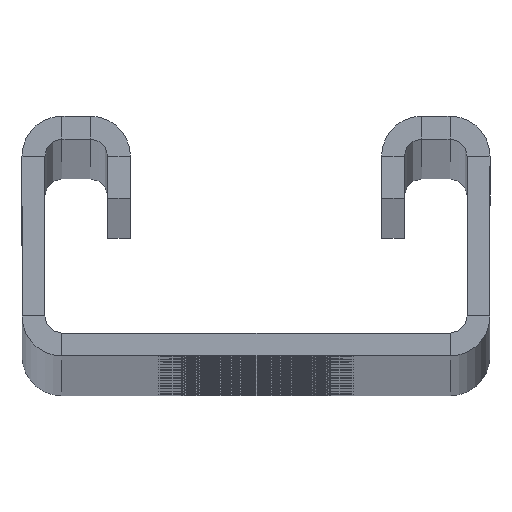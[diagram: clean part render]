
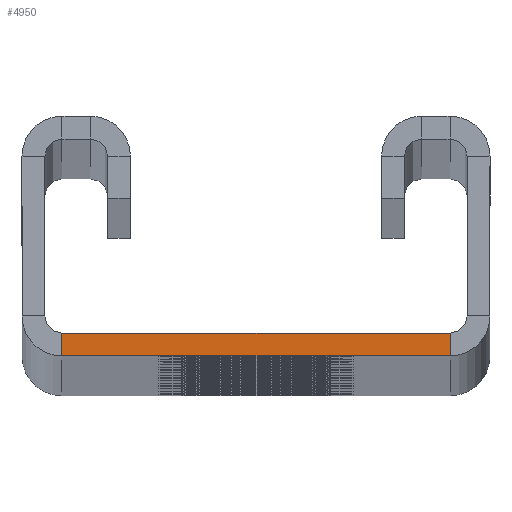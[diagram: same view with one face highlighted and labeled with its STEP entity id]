
A CAD part, top view. The second image highlights one B-rep face of the part: STEP entity #4950.
In plain terms, the highlighted planar face has unit normal (0, 0, 1).
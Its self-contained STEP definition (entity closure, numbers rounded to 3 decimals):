
#4444=CARTESIAN_POINT('',(17.0,-10.5,2000.0));
#4445=VERTEX_POINT('',#4444);
#4494=CARTESIAN_POINT('',(17.,-8.5,2000.0));
#4495=VERTEX_POINT('',#4494);
#4503=CARTESIAN_POINT('',(17.,-8.5,2000.0));
#4504=DIRECTION('',(0.0,-1.0,0.0));
#4505=VECTOR('',#4504,2.);
#4506=LINE('',#4503,#4505);
#4507=EDGE_CURVE('',#4495,#4445,#4506,.T.);
#4551=CARTESIAN_POINT('',(-17.0,-8.5,2000.0));
#4552=VERTEX_POINT('',#4551);
#4559=CARTESIAN_POINT('',(17.,-8.5,2000.0));
#4560=DIRECTION('',(-1.0,0.0,0.0));
#4561=VECTOR('',#4560,34.);
#4562=LINE('',#4559,#4561);
#4563=EDGE_CURVE('',#4495,#4552,#4562,.T.);
#4857=CARTESIAN_POINT('',(-17.,-10.5,2000.0));
#4858=VERTEX_POINT('',#4857);
#4909=CARTESIAN_POINT('',(-17.,-8.5,2000.0));
#4910=DIRECTION('',(0.0,-1.0,0.0));
#4911=VECTOR('',#4910,2.);
#4912=LINE('',#4909,#4911);
#4913=EDGE_CURVE('',#4552,#4858,#4912,.T.);
#4934=CARTESIAN_POINT('',(-44.715,-10.5,2000.0));
#4935=DIRECTION('',(0.0,0.0,1.0));
#4936=DIRECTION('',(0.0,-1.0,0.0));
#4937=AXIS2_PLACEMENT_3D('',#4934,#4935,#4936);
#4938=PLANE('',#4937);
#4939=ORIENTED_EDGE('',*,*,#4507,.F.);
#4940=ORIENTED_EDGE('',*,*,#4563,.T.);
#4941=ORIENTED_EDGE('',*,*,#4913,.T.);
#4942=CARTESIAN_POINT('',(-17.,-10.5,2000.0));
#4943=DIRECTION('',(1.0,0.0,0.0));
#4944=VECTOR('',#4943,34.);
#4945=LINE('',#4942,#4944);
#4946=EDGE_CURVE('',#4858,#4445,#4945,.T.);
#4947=ORIENTED_EDGE('',*,*,#4946,.T.);
#4948=EDGE_LOOP('',(#4939,#4940,#4941,#4947));
#4949=FACE_OUTER_BOUND('',#4948,.T.);
#4950=ADVANCED_FACE('',(#4949),#4938,.T.);
